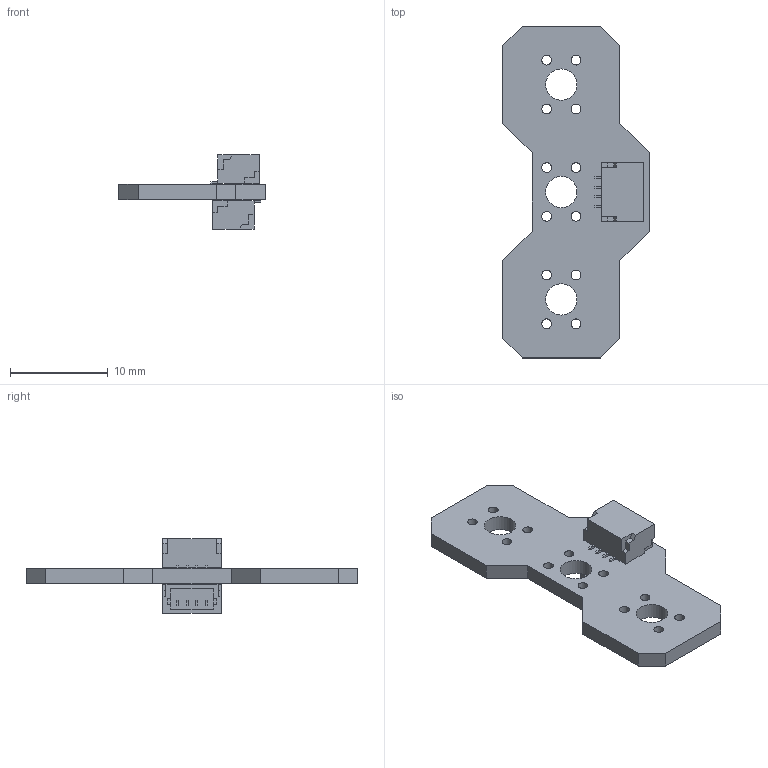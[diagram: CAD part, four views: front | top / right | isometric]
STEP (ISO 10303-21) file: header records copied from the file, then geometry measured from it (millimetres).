
FILE_DESCRIPTION(('KiCad electronic assembly'),'2;1');
FILE_NAME('somos_dielectrode_v2.0.step','2020-03-29T19:24:47',( 'An Author'),('A Company'),'Open CASCADE STEP processor 6.9', 'KiCad to STEP converter','Unknown');
FILE_SCHEMA(('AUTOMOTIVE_DESIGN { 1 0 10303 214 1 1 1 1 }'));
Length unit declared in the file: millimetre
Products named in the file (4): Open CASCADE STEP translator 6.9 1; SM04B-SRSS-TB; SOLID; COMPOUND
Assembly tree (4 placements, depth 3):
  Open CASCADE STEP translator 6.9 1
    SM04B-SRSS-TB  x2
      SOLID
    COMPOUND
Bounding box: 15 x 34 x 7.61 mm (x, y, z)
Volume: 674.4 mm3; surface area: 1316.8 mm2
Topology: 3 solids, 3 shells, 211 faces, 581 edges, 386 vertices
Faces by surface type: plane 196, cylinder 15
Full cylindrical faces by diameter (mm): 1 x12, 3.2 x3
Entity records: 8991 total; most frequent: CARTESIAN_POINT 1362, DIRECTION 1295, LINE 951, VECTOR 951, ORIENTED_EDGE 674, PCURVE 674, DEFINITIONAL_REPRESENTATION 674, EDGE_CURVE 337
